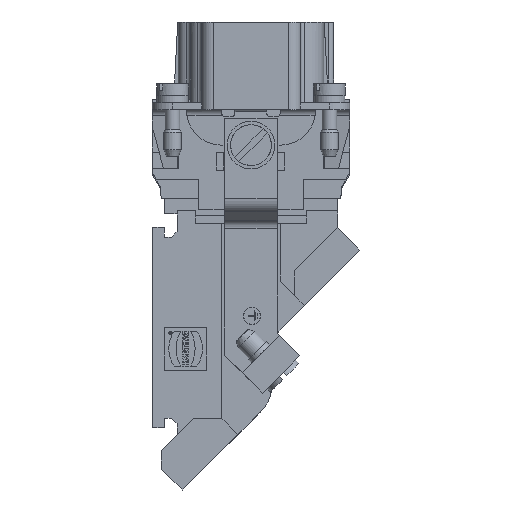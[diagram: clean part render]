
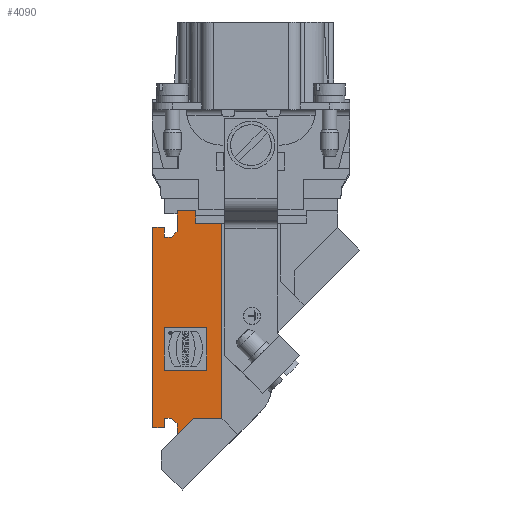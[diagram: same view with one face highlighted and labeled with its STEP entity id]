
A CAD part, left-side view. The second image highlights one B-rep face of the part: STEP entity #4090.
In plain terms, the highlighted planar face has unit normal (-1, 0, 0).
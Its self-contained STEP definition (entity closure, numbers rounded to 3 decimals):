
#3423=FACE_BOUND('',#6467,.T.);
#3424=FACE_BOUND('',#6468,.T.);
#4090=ADVANCED_FACE('',(#3423,#3424),#4844,.T.);
#4844=PLANE('',#21549);
#6467=EDGE_LOOP('',(#10184,#10185,#10186,#10187));
#6468=EDGE_LOOP('',(#10188,#10189,#10190,#10191,#10192,#10193,#10194,#10195,
#10196,#10197,#10198,#10199,#10200,#10201,#10202,#10203,#10204));
#10184=ORIENTED_EDGE('',*,*,#15003,.T.);
#10185=ORIENTED_EDGE('',*,*,#15004,.T.);
#10186=ORIENTED_EDGE('',*,*,#15005,.T.);
#10187=ORIENTED_EDGE('',*,*,#15006,.T.);
#10188=ORIENTED_EDGE('',*,*,#14607,.T.);
#10189=ORIENTED_EDGE('',*,*,#14606,.T.);
#10190=ORIENTED_EDGE('',*,*,#14602,.T.);
#10191=ORIENTED_EDGE('',*,*,#14599,.T.);
#10192=ORIENTED_EDGE('',*,*,#14596,.T.);
#10193=ORIENTED_EDGE('',*,*,#14592,.T.);
#10194=ORIENTED_EDGE('',*,*,#14591,.T.);
#10195=ORIENTED_EDGE('',*,*,#14587,.T.);
#10196=ORIENTED_EDGE('',*,*,#14584,.T.);
#10197=ORIENTED_EDGE('',*,*,#15007,.T.);
#10198=ORIENTED_EDGE('',*,*,#15008,.T.);
#10199=ORIENTED_EDGE('',*,*,#15009,.T.);
#10200=ORIENTED_EDGE('',*,*,#15010,.T.);
#10201=ORIENTED_EDGE('',*,*,#15011,.T.);
#10202=ORIENTED_EDGE('',*,*,#15012,.T.);
#10203=ORIENTED_EDGE('',*,*,#14618,.T.);
#10204=ORIENTED_EDGE('',*,*,#14611,.T.);
#12698=VERTEX_POINT('',#29469);
#12699=VERTEX_POINT('',#29471);
#12701=VERTEX_POINT('',#29477);
#12703=VERTEX_POINT('',#29482);
#12704=VERTEX_POINT('',#29487);
#12707=VERTEX_POINT('',#29495);
#12709=VERTEX_POINT('',#29501);
#12711=VERTEX_POINT('',#29507);
#12713=VERTEX_POINT('',#29512);
#12714=VERTEX_POINT('',#29517);
#12717=VERTEX_POINT('',#29525);
#12723=VERTEX_POINT('',#29539);
#12966=VERTEX_POINT('',#30814);
#12967=VERTEX_POINT('',#30815);
#12968=VERTEX_POINT('',#30817);
#12969=VERTEX_POINT('',#30819);
#12970=VERTEX_POINT('',#30822);
#12971=VERTEX_POINT('',#30824);
#12972=VERTEX_POINT('',#30826);
#12973=VERTEX_POINT('',#30828);
#12974=VERTEX_POINT('',#30830);
#14584=EDGE_CURVE('',#12699,#12698,#17191,.T.);
#14587=EDGE_CURVE('',#12701,#12699,#17194,.T.);
#14591=EDGE_CURVE('',#12703,#12701,#17198,.T.);
#14592=EDGE_CURVE('',#12704,#12703,#17199,.T.);
#14596=EDGE_CURVE('',#12707,#12704,#17203,.T.);
#14599=EDGE_CURVE('',#12709,#12707,#17206,.T.);
#14602=EDGE_CURVE('',#12711,#12709,#17209,.T.);
#14606=EDGE_CURVE('',#12713,#12711,#17213,.T.);
#14607=EDGE_CURVE('',#12714,#12713,#17214,.T.);
#14611=EDGE_CURVE('',#12717,#12714,#17218,.T.);
#14618=EDGE_CURVE('',#12723,#12717,#17225,.T.);
#15003=EDGE_CURVE('',#12966,#12967,#17570,.T.);
#15004=EDGE_CURVE('',#12967,#12968,#17571,.T.);
#15005=EDGE_CURVE('',#12968,#12969,#17572,.T.);
#15006=EDGE_CURVE('',#12969,#12966,#17573,.T.);
#15007=EDGE_CURVE('',#12698,#12970,#17574,.T.);
#15008=EDGE_CURVE('',#12970,#12971,#17575,.T.);
#15009=EDGE_CURVE('',#12971,#12972,#17576,.T.);
#15010=EDGE_CURVE('',#12972,#12973,#17577,.T.);
#15011=EDGE_CURVE('',#12973,#12974,#17578,.T.);
#15012=EDGE_CURVE('',#12974,#12723,#17579,.T.);
#17191=LINE('',#29470,#19014);
#17194=LINE('',#29476,#19017);
#17198=LINE('',#29484,#19021);
#17199=LINE('',#29486,#19022);
#17203=LINE('',#29494,#19026);
#17206=LINE('',#29500,#19029);
#17209=LINE('',#29506,#19032);
#17213=LINE('',#29514,#19036);
#17214=LINE('',#29516,#19037);
#17218=LINE('',#29524,#19041);
#17225=LINE('',#29538,#19048);
#17570=LINE('',#30813,#19399);
#17571=LINE('',#30816,#19400);
#17572=LINE('',#30818,#19401);
#17573=LINE('',#30820,#19402);
#17574=LINE('',#30821,#19403);
#17575=LINE('',#30823,#19404);
#17576=LINE('',#30825,#19405);
#17577=LINE('',#30827,#19406);
#17578=LINE('',#30829,#19407);
#17579=LINE('',#30831,#19408);
#19014=VECTOR('',#24190,1.);
#19017=VECTOR('',#24195,1.);
#19021=VECTOR('',#24201,1.);
#19022=VECTOR('',#24204,1.);
#19026=VECTOR('',#24210,1.);
#19029=VECTOR('',#24215,1.);
#19032=VECTOR('',#24220,1.);
#19036=VECTOR('',#24226,1.);
#19037=VECTOR('',#24229,1.);
#19041=VECTOR('',#24235,1.);
#19048=VECTOR('',#24244,1.);
#19399=VECTOR('',#24943,1.);
#19400=VECTOR('',#24944,1.);
#19401=VECTOR('',#24945,1.);
#19402=VECTOR('',#24946,1.);
#19403=VECTOR('',#24947,1.);
#19404=VECTOR('',#24948,1.);
#19405=VECTOR('',#24949,1.);
#19406=VECTOR('',#24950,1.);
#19407=VECTOR('',#24951,1.);
#19408=VECTOR('',#24952,1.);
#21549=AXIS2_PLACEMENT_3D('',#30832,#24953,#24954);
#24190=DIRECTION('',(0.,0.,-1.));
#24195=DIRECTION('',(0.,-0.707,-0.707));
#24201=DIRECTION('',(0.,-1.,0.));
#24204=DIRECTION('',(0.,0.,1.));
#24210=DIRECTION('',(0.,-1.,0.));
#24215=DIRECTION('',(0.,0.,-1.));
#24220=DIRECTION('',(0.,1.,0.));
#24226=DIRECTION('',(0.,0.,1.));
#24229=DIRECTION('',(0.,1.,0.));
#24235=DIRECTION('',(0.,0.707,-0.707));
#24244=DIRECTION('',(0.,0.,-1.));
#24943=DIRECTION('',(0.,1.,0.));
#24944=DIRECTION('',(0.,0.,1.));
#24945=DIRECTION('',(0.,-1.,0.));
#24946=DIRECTION('',(0.,0.,-1.));
#24947=DIRECTION('',(0.,-0.707,0.707));
#24948=DIRECTION('',(0.,-1.,0.));
#24949=DIRECTION('',(0.,0.,1.));
#24950=DIRECTION('',(0.,1.,0.));
#24951=DIRECTION('',(0.,0.,1.));
#24952=DIRECTION('',(0.,1.,0.));
#24953=DIRECTION('',(-1.,0.,0.));
#24954=DIRECTION('',(0.,-1.,0.));
#29469=CARTESIAN_POINT('',(-15.85,12.7,-56.006));
#29470=CARTESIAN_POINT('',(-15.85,12.7,-54.069));
#29471=CARTESIAN_POINT('',(-15.85,12.7,-54.069));
#29476=CARTESIAN_POINT('',(-15.85,13.7,-53.069));
#29477=CARTESIAN_POINT('',(-15.85,13.7,-53.069));
#29482=CARTESIAN_POINT('',(-15.85,14.9,-53.069));
#29484=CARTESIAN_POINT('',(-15.85,14.5,-53.069));
#29486=CARTESIAN_POINT('',(-15.85,14.9,-54.269));
#29487=CARTESIAN_POINT('',(-15.85,14.9,-54.769));
#29494=CARTESIAN_POINT('',(-15.85,16.4,-54.769));
#29495=CARTESIAN_POINT('',(-15.85,16.9,-54.769));
#29500=CARTESIAN_POINT('',(-15.85,16.9,-20.769));
#29501=CARTESIAN_POINT('',(-15.85,16.9,-20.269));
#29506=CARTESIAN_POINT('',(-15.85,15.4,-20.269));
#29507=CARTESIAN_POINT('',(-15.85,14.9,-20.269));
#29512=CARTESIAN_POINT('',(-15.85,14.9,-21.969));
#29514=CARTESIAN_POINT('',(-15.85,14.9,-21.569));
#29516=CARTESIAN_POINT('',(-15.85,13.7,-21.969));
#29517=CARTESIAN_POINT('',(-15.85,13.7,-21.969));
#29524=CARTESIAN_POINT('',(-15.85,12.7,-20.969));
#29525=CARTESIAN_POINT('',(-15.85,12.7,-20.969));
#29538=CARTESIAN_POINT('',(-15.85,12.7,-17.419));
#29539=CARTESIAN_POINT('',(-15.85,12.7,-17.419));
#30813=CARTESIAN_POINT('',(-15.85,7.6,-44.819));
#30814=CARTESIAN_POINT('',(-15.85,7.6,-44.819));
#30815=CARTESIAN_POINT('',(-15.85,14.9,-44.819));
#30816=CARTESIAN_POINT('',(-15.85,14.9,-44.819));
#30817=CARTESIAN_POINT('',(-15.85,14.9,-37.519));
#30818=CARTESIAN_POINT('',(-15.85,14.9,-37.519));
#30819=CARTESIAN_POINT('',(-15.85,7.6,-37.519));
#30820=CARTESIAN_POINT('',(-15.85,7.6,-26.019));
#30821=CARTESIAN_POINT('',(-15.85,12.7,-56.006));
#30822=CARTESIAN_POINT('',(-15.85,9.849,-53.155));
#30823=CARTESIAN_POINT('',(-15.85,9.849,-53.155));
#30824=CARTESIAN_POINT('',(-15.85,5.,-53.155));
#30825=CARTESIAN_POINT('',(-15.85,5.,-53.155));
#30826=CARTESIAN_POINT('',(-15.85,5.,-19.519));
#30827=CARTESIAN_POINT('',(-15.85,5.,-19.519));
#30828=CARTESIAN_POINT('',(-15.85,9.5,-19.519));
#30829=CARTESIAN_POINT('',(-15.85,9.5,-19.519));
#30830=CARTESIAN_POINT('',(-15.85,9.5,-17.419));
#30831=CARTESIAN_POINT('',(-15.85,9.5,-17.419));
#30832=CARTESIAN_POINT('',(-15.85,17.845,-57.106));
